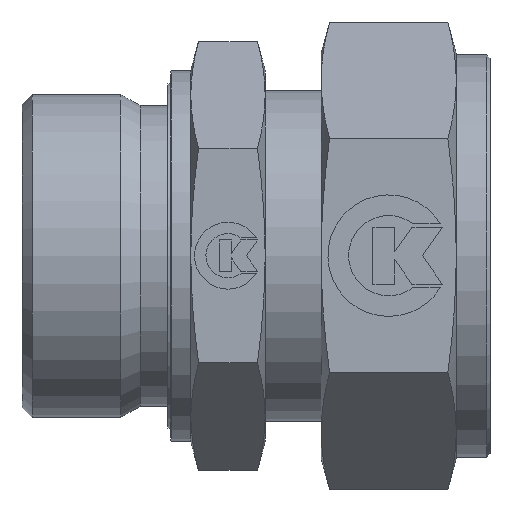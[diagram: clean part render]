
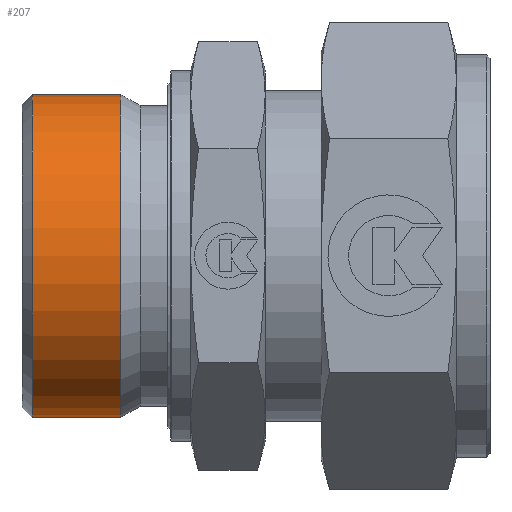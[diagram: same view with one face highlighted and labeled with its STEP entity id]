
A CAD part, top view. The second image highlights one B-rep face of the part: STEP entity #207.
In plain terms, the highlighted cylindrical face has radius 23.901 mm (diameter 47.803 mm), a partial arc.
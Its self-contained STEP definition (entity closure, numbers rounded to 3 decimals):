
#207 = ADVANCED_FACE( '', ( #475 ), #476, .T. );
#475 = FACE_OUTER_BOUND( '', #855, .T. );
#476 = CYLINDRICAL_SURFACE( '', #856, 23.902 );
#855 = EDGE_LOOP( '', ( #1700, #1701, #1702, #1703 ) );
#856 = AXIS2_PLACEMENT_3D( '', #1704, #1705, #1706 );
#1700 = ORIENTED_EDGE( '', *, *, #2493, .T. );
#1701 = ORIENTED_EDGE( '', *, *, #2664, .F. );
#1702 = ORIENTED_EDGE( '', *, *, #2494, .T. );
#1703 = ORIENTED_EDGE( '', *, *, #2665, .T. );
#1704 = CARTESIAN_POINT( '', ( -22.43, 0., 0. ) );
#1705 = DIRECTION( '', ( 1., 0., 0. ) );
#1706 = DIRECTION( '', ( 0., 1., 0. ) );
#2493 = EDGE_CURVE( '', #2985, #2990, #2991, .T. );
#2494 = EDGE_CURVE( '', #2992, #2987, #2993, .T. );
#2664 = EDGE_CURVE( '', #2992, #2990, #3267, .T. );
#2665 = EDGE_CURVE( '', #2987, #2985, #3268, .T. );
#2985 = VERTEX_POINT( '', #3693 );
#2987 = VERTEX_POINT( '', #3696 );
#2990 = VERTEX_POINT( '', #3700 );
#2991 = LINE( '', #3701, #3702 );
#2992 = VERTEX_POINT( '', #3703 );
#2993 = LINE( '', #3704, #3705 );
#3267 = CIRCLE( '', #4297, 23.902 );
#3268 = CIRCLE( '', #4298, 23.902 );
#3693 = CARTESIAN_POINT( '', ( -15.86, 23.902, 0. ) );
#3696 = CARTESIAN_POINT( '', ( -15.86, -23.902, 0. ) );
#3700 = CARTESIAN_POINT( '', ( -29., 23.902, 0. ) );
#3701 = CARTESIAN_POINT( '', ( -22.43, 23.902, 0. ) );
#3702 = VECTOR( '', #5052, 1. );
#3703 = CARTESIAN_POINT( '', ( -29., -23.902, 0. ) );
#3704 = CARTESIAN_POINT( '', ( -22.43, -23.902, 0. ) );
#3705 = VECTOR( '', #5053, 1. );
#4297 = AXIS2_PLACEMENT_3D( '', #5285, #5286, #5287 );
#4298 = AXIS2_PLACEMENT_3D( '', #5288, #5289, #5290 );
#5052 = DIRECTION( '', ( -1., 0., 0. ) );
#5053 = DIRECTION( '', ( 1., 0., 0. ) );
#5285 = CARTESIAN_POINT( '', ( -29., 0., 0. ) );
#5286 = DIRECTION( '', ( -1., 0., 0. ) );
#5287 = DIRECTION( '', ( 0., 1., 0. ) );
#5288 = CARTESIAN_POINT( '', ( -15.86, 0., 0. ) );
#5289 = DIRECTION( '', ( -1., 0., 0. ) );
#5290 = DIRECTION( '', ( 0., 1., 0. ) );
